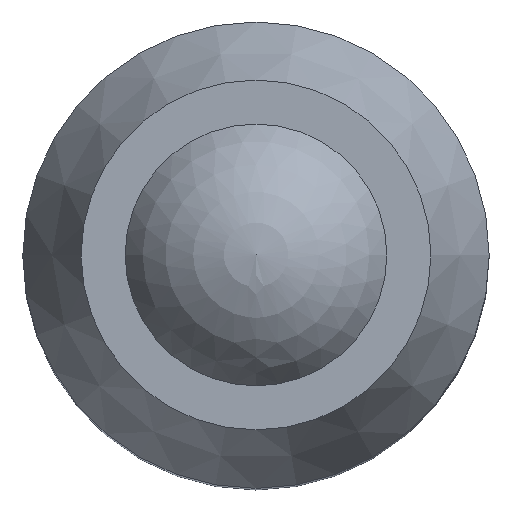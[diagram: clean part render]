
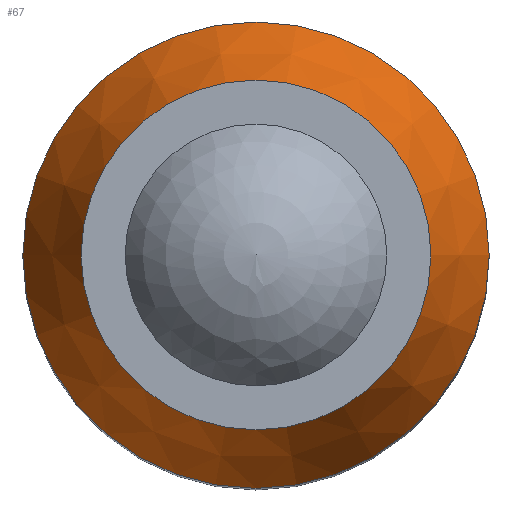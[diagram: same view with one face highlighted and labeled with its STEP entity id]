
A CAD part, top view. The second image highlights one B-rep face of the part: STEP entity #67.
In plain terms, the highlighted conical face has half-angle 24.444 degrees and reference radius 2 mm.
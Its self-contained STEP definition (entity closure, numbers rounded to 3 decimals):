
#67 = ADVANCED_FACE( '', ( #137, #138 ), #139, .T. );
#137 = FACE_BOUND( '', #208, .T. );
#138 = FACE_OUTER_BOUND( '', #209, .T. );
#139 = CONICAL_SURFACE( '', #210, 2., 0.427 );
#208 = EDGE_LOOP( '', ( #328 ) );
#209 = EDGE_LOOP( '', ( #329 ) );
#210 = AXIS2_PLACEMENT_3D( '', #330, #331, #332 );
#328 = ORIENTED_EDGE( '', *, *, #427, .T. );
#329 = ORIENTED_EDGE( '', *, *, #397, .F. );
#330 = CARTESIAN_POINT( '', ( 0., 0., 8.2 ) );
#331 = DIRECTION( '', ( 0., 0., -1. ) );
#332 = DIRECTION( '', ( -1., 0., 0. ) );
#397 = EDGE_CURVE( '', #465, #465, #466, .T. );
#427 = EDGE_CURVE( '', #504, #504, #505, .T. );
#465 = VERTEX_POINT( '', #551 );
#466 = CIRCLE( '', #552, 2. );
#504 = VERTEX_POINT( '', #604 );
#505 = CIRCLE( '', #605, 1.5 );
#551 = CARTESIAN_POINT( '', ( -2., 0., 8.2 ) );
#552 = AXIS2_PLACEMENT_3D( '', #633, #634, #635 );
#604 = CARTESIAN_POINT( '', ( -1.5, 0., 9.3 ) );
#605 = AXIS2_PLACEMENT_3D( '', #665, #666, #667 );
#633 = CARTESIAN_POINT( '', ( 0., 0., 8.2 ) );
#634 = DIRECTION( '', ( 0., 0., -1. ) );
#635 = DIRECTION( '', ( -1., 0., 0. ) );
#665 = CARTESIAN_POINT( '', ( 0., 0., 9.3 ) );
#666 = DIRECTION( '', ( 0., 0., -1. ) );
#667 = DIRECTION( '', ( -1., 0., 0. ) );
